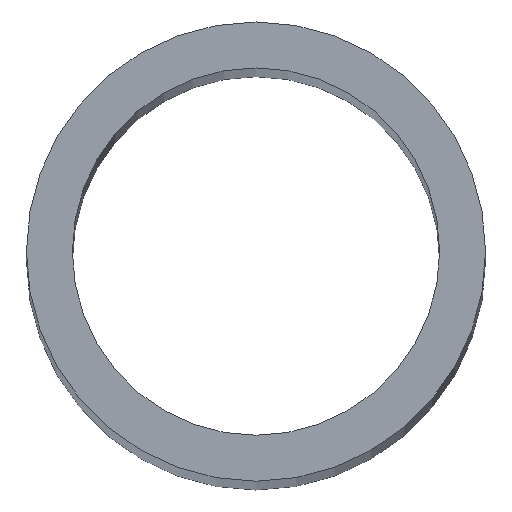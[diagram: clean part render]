
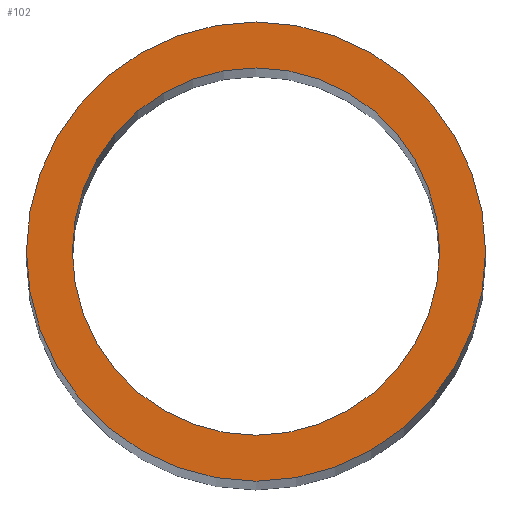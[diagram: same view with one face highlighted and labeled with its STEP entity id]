
A CAD part, top view. The second image highlights one B-rep face of the part: STEP entity #102.
In plain terms, the highlighted planar face has unit normal (0, 0, 1).
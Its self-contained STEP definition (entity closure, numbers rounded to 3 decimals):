
#3 = ORIENTED_EDGE ( 'NONE', *, *, #20, .T. ) ;
#13 = CARTESIAN_POINT ( 'NONE',  ( -5., 0., 55. ) ) ;
#15 = CARTESIAN_POINT ( 'NONE',  ( 0., 0., 55. ) ) ;
#17 = FACE_OUTER_BOUND ( 'NONE', #25, .T. ) ;
#19 = CARTESIAN_POINT ( 'NONE',  ( 5., 0., 55. ) ) ;
#20 = EDGE_CURVE ( 'NONE', #136, #154, #190, .T. ) ;
#25 = EDGE_LOOP ( 'NONE', ( #3, #71 ) ) ;
#27 = AXIS2_PLACEMENT_3D ( 'NONE', #90, #168, #172 ) ;
#40 = DIRECTION ( 'NONE',  ( 0., 0., 1. ) ) ;
#44 = VERTEX_POINT ( 'NONE', #61 ) ;
#46 = DIRECTION ( 'NONE',  ( 1., 0., 0. ) ) ;
#53 = FACE_BOUND ( 'NONE', #132, .T. ) ;
#61 = CARTESIAN_POINT ( 'NONE',  ( 4., 0., 55. ) ) ;
#71 = ORIENTED_EDGE ( 'NONE', *, *, #125, .T. ) ;
#77 = VERTEX_POINT ( 'NONE', #110 ) ;
#80 = AXIS2_PLACEMENT_3D ( 'NONE', #146, #196, #231 ) ;
#86 = DIRECTION ( 'NONE',  ( 0., 0., 1. ) ) ;
#90 = CARTESIAN_POINT ( 'NONE',  ( 0., 0., 55. ) ) ;
#91 = CIRCLE ( 'NONE', #220, 4. ) ;
#97 = CARTESIAN_POINT ( 'NONE',  ( 0., 0., 55. ) ) ;
#102 = ADVANCED_FACE ( 'NONE', ( #53, #17 ), #214, .T. ) ;
#109 = CIRCLE ( 'NONE', #80, 5. ) ;
#110 = CARTESIAN_POINT ( 'NONE',  ( -4., 0., 55. ) ) ;
#113 = DIRECTION ( 'NONE',  ( 1., 0., 0. ) ) ;
#125 = EDGE_CURVE ( 'NONE', #154, #136, #109, .T. ) ;
#132 = EDGE_LOOP ( 'NONE', ( #239, #173 ) ) ;
#136 = VERTEX_POINT ( 'NONE', #19 ) ;
#141 = EDGE_CURVE ( 'NONE', #44, #77, #217, .T. ) ;
#146 = CARTESIAN_POINT ( 'NONE',  ( 0., 0., 55. ) ) ;
#154 = VERTEX_POINT ( 'NONE', #13 ) ;
#168 = DIRECTION ( 'NONE',  ( 0., 0., 1. ) ) ;
#172 = DIRECTION ( 'NONE',  ( 1., 0., 0. ) ) ;
#173 = ORIENTED_EDGE ( 'NONE', *, *, #141, .F. ) ;
#178 = DIRECTION ( 'NONE',  ( 0., 0., 1. ) ) ;
#184 = AXIS2_PLACEMENT_3D ( 'NONE', #97, #178, #46 ) ;
#190 = CIRCLE ( 'NONE', #184, 5. ) ;
#195 = DIRECTION ( 'NONE',  ( 1., 0., 0. ) ) ;
#196 = DIRECTION ( 'NONE',  ( 0., 0., 1. ) ) ;
#214 = PLANE ( 'NONE',  #225 ) ;
#217 = CIRCLE ( 'NONE', #27, 4. ) ;
#220 = AXIS2_PLACEMENT_3D ( 'NONE', #15, #86, #195 ) ;
#225 = AXIS2_PLACEMENT_3D ( 'NONE', #246, #40, #113 ) ;
#231 = DIRECTION ( 'NONE',  ( 1., 0., 0. ) ) ;
#239 = ORIENTED_EDGE ( 'NONE', *, *, #243, .F. ) ;
#243 = EDGE_CURVE ( 'NONE', #77, #44, #91, .T. ) ;
#246 = CARTESIAN_POINT ( 'NONE',  ( 0., 0., 55. ) ) ;
